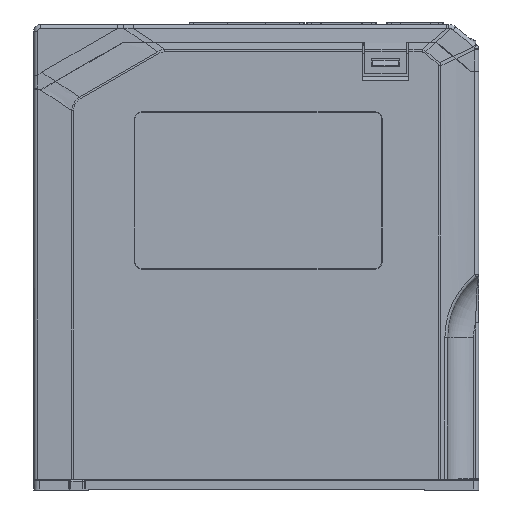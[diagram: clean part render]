
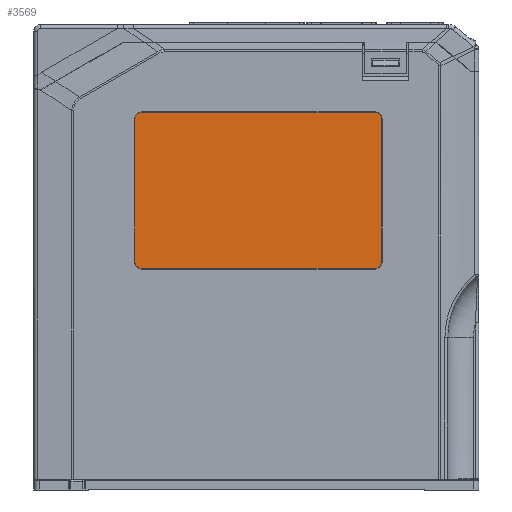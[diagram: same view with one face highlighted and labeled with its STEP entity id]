
A CAD part, left-side view. The second image highlights one B-rep face of the part: STEP entity #3569.
In plain terms, the highlighted planar face has unit normal (-1, 0, 0).
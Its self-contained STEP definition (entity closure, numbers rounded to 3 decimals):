
#1930 = CIRCLE ( 'NONE', #115471, 3. ) ;
#3569 = ADVANCED_FACE ( 'NONE', ( #63177 ), #6094, .T. ) ;
#4186 = CARTESIAN_POINT ( 'NONE',  ( -77.422, 24.093, -94.45 ) ) ;
#5435 = CARTESIAN_POINT ( 'NONE',  ( -77.422, 24.093, -91.45 ) ) ;
#6094 = PLANE ( 'NONE',  #127660 ) ;
#6668 = CARTESIAN_POINT ( 'NONE',  ( -77.422, 24.093, -91.45 ) ) ;
#10281 = VERTEX_POINT ( 'NONE', #53642 ) ;
#12422 = LINE ( 'NONE', #58125, #149547 ) ;
#18737 = VERTEX_POINT ( 'NONE', #4186 ) ;
#19485 = DIRECTION ( 'NONE',  ( 0., -1., 0. ) ) ;
#27009 = ORIENTED_EDGE ( 'NONE', *, *, #143794, .T. ) ;
#28994 = CARTESIAN_POINT ( 'NONE',  ( -77.422, -65.507, -91.45 ) ) ;
#29880 = EDGE_CURVE ( 'NONE', #72540, #10281, #107172, .T. ) ;
#30443 = DIRECTION ( 'NONE',  ( 0., -1., 0. ) ) ;
#36743 = CARTESIAN_POINT ( 'NONE',  ( -77.422, -68.507, -36.85 ) ) ;
#37278 = CIRCLE ( 'NONE', #56048, 3. ) ;
#42355 = DIRECTION ( 'NONE',  ( 0., -1., 0. ) ) ;
#53642 = CARTESIAN_POINT ( 'NONE',  ( -77.422, 24.093, -33.85 ) ) ;
#53984 = CIRCLE ( 'NONE', #163807, 3. ) ;
#54351 = ORIENTED_EDGE ( 'NONE', *, *, #141799, .T. ) ;
#56048 = AXIS2_PLACEMENT_3D ( 'NONE', #28994, #121835, #42355 ) ;
#58125 = CARTESIAN_POINT ( 'NONE',  ( -77.422, 27.093, -36.85 ) ) ;
#58389 = DIRECTION ( 'NONE',  ( -1., 0., 0. ) ) ;
#58839 = DIRECTION ( 'NONE',  ( 0., -1., 0. ) ) ;
#63177 = FACE_OUTER_BOUND ( 'NONE', #149253, .T. ) ;
#67153 = LINE ( 'NONE', #140212, #169080 ) ;
#68903 = CARTESIAN_POINT ( 'NONE',  ( -77.422, 27.093, -36.85 ) ) ;
#71556 = ORIENTED_EDGE ( 'NONE', *, *, #77922, .T. ) ;
#71638 = CARTESIAN_POINT ( 'NONE',  ( -77.422, 24.093, -94.45 ) ) ;
#71996 = ORIENTED_EDGE ( 'NONE', *, *, #29880, .T. ) ;
#72540 = VERTEX_POINT ( 'NONE', #81547 ) ;
#72778 = CARTESIAN_POINT ( 'NONE',  ( -77.422, -68.507, -91.45 ) ) ;
#73959 = DIRECTION ( 'NONE',  ( 0., 1., 0. ) ) ;
#77922 = EDGE_CURVE ( 'NONE', #101543, #83423, #37278, .T. ) ;
#78642 = ORIENTED_EDGE ( 'NONE', *, *, #82061, .T. ) ;
#81547 = CARTESIAN_POINT ( 'NONE',  ( -77.422, -65.507, -33.85 ) ) ;
#81608 = ORIENTED_EDGE ( 'NONE', *, *, #84977, .T. ) ;
#82061 = EDGE_CURVE ( 'NONE', #87355, #18737, #1930, .T. ) ;
#82450 = LINE ( 'NONE', #71638, #86425 ) ;
#83423 = VERTEX_POINT ( 'NONE', #72778 ) ;
#84977 = EDGE_CURVE ( 'NONE', #18737, #101543, #82450, .T. ) ;
#86180 = VERTEX_POINT ( 'NONE', #68903 ) ;
#86425 = VECTOR ( 'NONE', #58839, 1000. ) ;
#86914 = VERTEX_POINT ( 'NONE', #36743 ) ;
#87334 = ORIENTED_EDGE ( 'NONE', *, *, #104324, .T. ) ;
#87355 = VERTEX_POINT ( 'NONE', #106450 ) ;
#92104 = ORIENTED_EDGE ( 'NONE', *, *, #96751, .T. ) ;
#96751 = EDGE_CURVE ( 'NONE', #83423, #86914, #67153, .T. ) ;
#97200 = CARTESIAN_POINT ( 'NONE',  ( -77.422, -65.507, -94.45 ) ) ;
#98285 = DIRECTION ( 'NONE',  ( 0., 0., 1. ) ) ;
#98924 = DIRECTION ( 'NONE',  ( 0., -1., 0. ) ) ;
#101543 = VERTEX_POINT ( 'NONE', #97200 ) ;
#104324 = EDGE_CURVE ( 'NONE', #10281, #86180, #53984, .T. ) ;
#106450 = CARTESIAN_POINT ( 'NONE',  ( -77.422, 27.093, -91.45 ) ) ;
#107172 = LINE ( 'NONE', #130613, #140789 ) ;
#107291 = AXIS2_PLACEMENT_3D ( 'NONE', #168090, #169267, #73959 ) ;
#110588 = CARTESIAN_POINT ( 'NONE',  ( -77.422, 24.093, -36.85 ) ) ;
#115471 = AXIS2_PLACEMENT_3D ( 'NONE', #5435, #136710, #30443 ) ;
#121835 = DIRECTION ( 'NONE',  ( -1., 0., 0. ) ) ;
#127660 = AXIS2_PLACEMENT_3D ( 'NONE', #6668, #167561, #19485 ) ;
#130613 = CARTESIAN_POINT ( 'NONE',  ( -77.422, 24.093, -33.85 ) ) ;
#136710 = DIRECTION ( 'NONE',  ( -1., 0., 0. ) ) ;
#140212 = CARTESIAN_POINT ( 'NONE',  ( -77.422, -68.507, -36.85 ) ) ;
#140789 = VECTOR ( 'NONE', #170188, 1000. ) ;
#140944 = CIRCLE ( 'NONE', #107291, 3. ) ;
#141799 = EDGE_CURVE ( 'NONE', #86180, #87355, #12422, .T. ) ;
#143794 = EDGE_CURVE ( 'NONE', #86914, #72540, #140944, .T. ) ;
#149253 = EDGE_LOOP ( 'NONE', ( #78642, #81608, #71556, #92104, #27009, #71996, #87334, #54351 ) ) ;
#149547 = VECTOR ( 'NONE', #162216, 1000. ) ;
#162216 = DIRECTION ( 'NONE',  ( 0., 0., -1. ) ) ;
#163807 = AXIS2_PLACEMENT_3D ( 'NONE', #110588, #58389, #98924 ) ;
#167561 = DIRECTION ( 'NONE',  ( -1., 0., 0. ) ) ;
#168090 = CARTESIAN_POINT ( 'NONE',  ( -77.422, -65.507, -36.85 ) ) ;
#169080 = VECTOR ( 'NONE', #98285, 1000. ) ;
#169267 = DIRECTION ( 'NONE',  ( -1., 0., 0. ) ) ;
#170188 = DIRECTION ( 'NONE',  ( 0., 1., 0. ) ) ;
